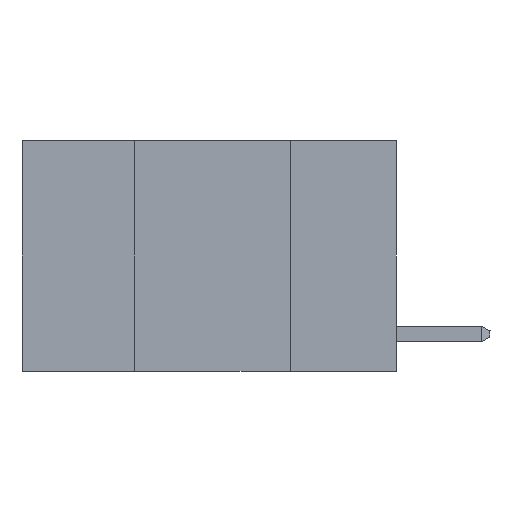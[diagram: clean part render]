
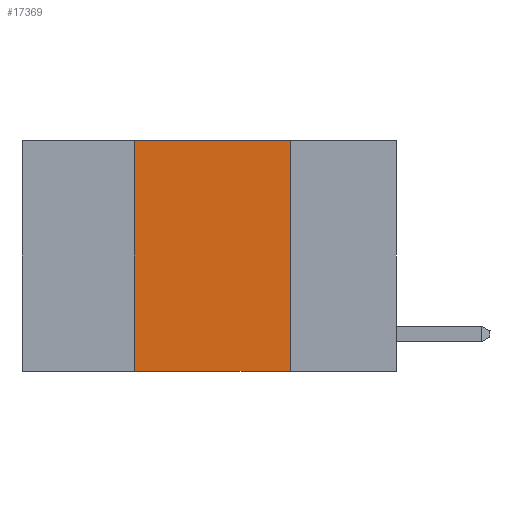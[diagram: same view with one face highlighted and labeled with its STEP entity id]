
A CAD part, left-side view. The second image highlights one B-rep face of the part: STEP entity #17369.
In plain terms, the highlighted planar face has unit normal (-1, 0, 0).
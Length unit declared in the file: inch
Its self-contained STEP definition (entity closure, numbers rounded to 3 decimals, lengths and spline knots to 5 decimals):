
#1900 = DIRECTION ( 'NONE',  ( 0., -1., 0. ) ) ;
#2601 = CARTESIAN_POINT ( 'NONE',  ( 0., 0.42, -0.37 ) ) ;
#2734 = DIRECTION ( 'NONE',  ( 1., 0., 0. ) ) ;
#2765 = CARTESIAN_POINT ( 'NONE',  ( 0., 0.17, -0.37 ) ) ;
#2930 = PLANE ( 'NONE',  #3732 ) ;
#3173 = CARTESIAN_POINT ( 'NONE',  ( 0., 0.42, 0. ) ) ;
#3395 = DIRECTION ( 'NONE',  ( 0., -1., 0. ) ) ;
#3429 = ORIENTED_EDGE ( 'NONE', *, *, #5306, .F. ) ;
#3732 = AXIS2_PLACEMENT_3D ( 'NONE', #17824, #2734, #8917 ) ;
#4012 = ORIENTED_EDGE ( 'NONE', *, *, #6416, .F. ) ;
#4404 = FACE_OUTER_BOUND ( 'NONE', #4420, .T. ) ;
#4420 = EDGE_LOOP ( 'NONE', ( #4012, #3429, #14484, #11264 ) ) ;
#5306 = EDGE_CURVE ( 'NONE', #8887, #14722, #8282, .T. ) ;
#6235 = CARTESIAN_POINT ( 'NONE',  ( 0., 0.17, 0. ) ) ;
#6416 = EDGE_CURVE ( 'NONE', #14722, #16952, #14296, .T. ) ;
#6886 = CARTESIAN_POINT ( 'NONE',  ( 0., 0.17, 0. ) ) ;
#8282 = LINE ( 'NONE', #18465, #16870 ) ;
#8873 = CARTESIAN_POINT ( 'NONE',  ( 0., 0.42, 0. ) ) ;
#8887 = VERTEX_POINT ( 'NONE', #8873 ) ;
#8917 = DIRECTION ( 'NONE',  ( 0., 0., -1. ) ) ;
#10933 = EDGE_CURVE ( 'NONE', #19272, #8887, #12096, .T. ) ;
#11264 = ORIENTED_EDGE ( 'NONE', *, *, #17940, .T. ) ;
#11914 = VECTOR ( 'NONE', #3395, 39.37008 ) ;
#12096 = LINE ( 'NONE', #3173, #19303 ) ;
#12855 = DIRECTION ( 'NONE',  ( 0., 0., -1. ) ) ;
#13604 = VECTOR ( 'NONE', #12855, 39.37008 ) ;
#14296 = LINE ( 'NONE', #6886, #13604 ) ;
#14484 = ORIENTED_EDGE ( 'NONE', *, *, #10933, .F. ) ;
#14722 = VERTEX_POINT ( 'NONE', #6235 ) ;
#16870 = VECTOR ( 'NONE', #1900, 39.37008 ) ;
#16952 = VERTEX_POINT ( 'NONE', #2765 ) ;
#17369 = ADVANCED_FACE ( 'NONE', ( #4404 ), #2930, .F. ) ;
#17824 = CARTESIAN_POINT ( 'NONE',  ( 0., 0.6, 0. ) ) ;
#17940 = EDGE_CURVE ( 'NONE', #19272, #16952, #18474, .T. ) ;
#18146 = DIRECTION ( 'NONE',  ( 0., 0., 1. ) ) ;
#18268 = CARTESIAN_POINT ( 'NONE',  ( 0., 0.6, -0.37 ) ) ;
#18465 = CARTESIAN_POINT ( 'NONE',  ( 0., 0.6, 0. ) ) ;
#18474 = LINE ( 'NONE', #18268, #11914 ) ;
#19272 = VERTEX_POINT ( 'NONE', #2601 ) ;
#19303 = VECTOR ( 'NONE', #18146, 39.37008 ) ;
